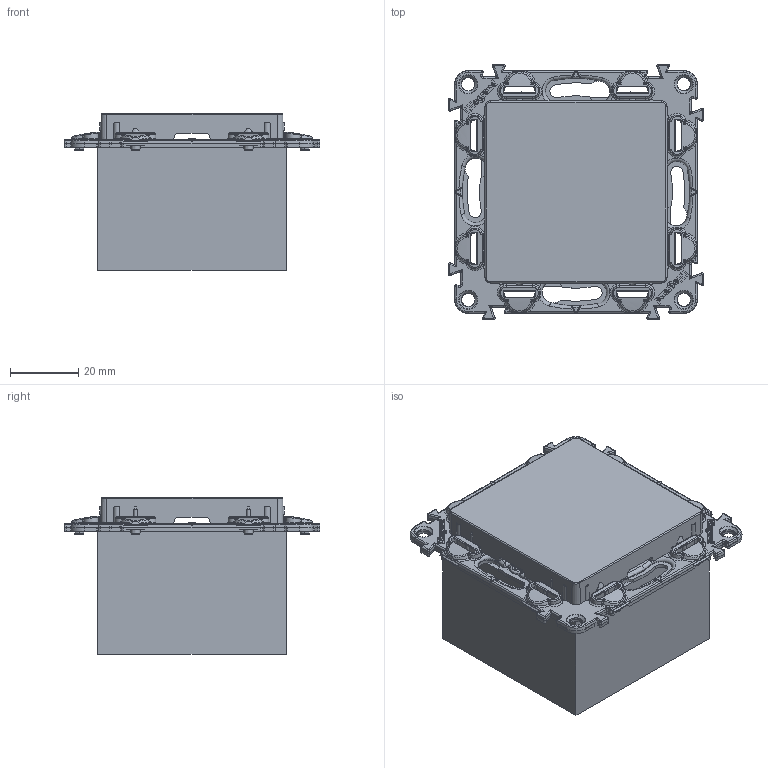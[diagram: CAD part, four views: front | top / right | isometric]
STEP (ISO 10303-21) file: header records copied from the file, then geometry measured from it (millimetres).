
FILE_DESCRIPTION(('CATIA V5 STEP Exchange','CAx-IF Rec.Pracs.--- Model Styling and Organization---1.4--- 2014-01-23'),'2;1');
FILE_NAME('755180_AllCATPart.stp','2020-02-24T14:53:31+00:00',('none'),('none'),'CATIA Version 5-6 Release 2017 SP3','CATIA V5 STEP AP214','none');
FILE_SCHEMA(('AUTOMOTIVE_DESIGN { 1 0 10303 214 1 1 1 1 }'));
Products named in the file (1): 755180_AllCATPart
Bounding box: 74.7 x 74.7 x 45.8 mm (x, y, z)
Volume: 103689.3 mm3; surface area: 31310.7 mm2
Topology: 1 solids, 3 shells, 11774 faces, 34337 edges, 22614 vertices
Faces by surface type: plane 10498, cylinder 551, bspline 280, cone 237, torus 164, sphere 32, extrusion 12
Entity records: 407852 total; most frequent: CARTESIAN_POINT 94413, ORIENTED_EDGE 68510, DIRECTION 53227, EDGE_CURVE 34255, VECTOR 30930, LINE 30918, VERTEX_POINT 22614, EDGE_LOOP 11989
